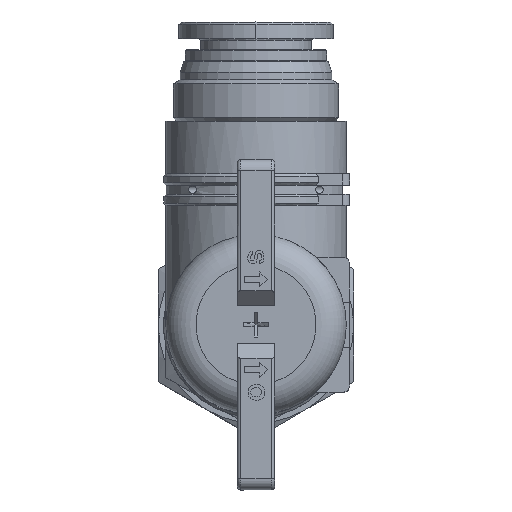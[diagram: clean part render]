
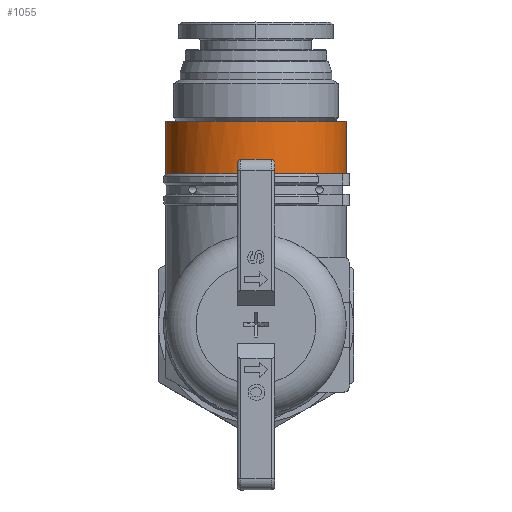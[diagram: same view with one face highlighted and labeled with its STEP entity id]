
A CAD part, top view. The second image highlights one B-rep face of the part: STEP entity #1055.
In plain terms, the highlighted cylindrical face has radius 12 mm (diameter 24 mm), a partial arc.
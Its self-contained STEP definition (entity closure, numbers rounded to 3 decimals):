
#996=CARTESIAN_POINT('',(0.,-9.15,13.75));
#997=DIRECTION('',(0.0,1.0,0.0));
#998=DIRECTION('',(1.0,0.0,0.0));
#999=AXIS2_PLACEMENT_3D('',#996,#997,#998);
#1000=CYLINDRICAL_SURFACE('',#999,12.0);
#1001=CARTESIAN_POINT('',(12.,17.95,13.75));
#1002=VERTEX_POINT('',#1001);
#1003=CARTESIAN_POINT('',(12.,10.95,13.75));
#1004=VERTEX_POINT('',#1003);
#1005=CARTESIAN_POINT('',(12.,17.95,13.75));
#1006=DIRECTION('',(0.0,-1.0,0.0));
#1007=VECTOR('',#1006,7.);
#1008=LINE('',#1005,#1007);
#1009=EDGE_CURVE('',#1002,#1004,#1008,.T.);
#1010=ORIENTED_EDGE('',*,*,#1009,.F.);
#1011=CARTESIAN_POINT('',(-12.,17.95,13.75));
#1012=VERTEX_POINT('',#1011);
#1013=CARTESIAN_POINT('',(0.,17.95,13.75));
#1014=DIRECTION('',(0.0,-1.0,0.0));
#1015=DIRECTION('',(1.0,0.0,0.0));
#1016=AXIS2_PLACEMENT_3D('',#1013,#1014,#1015);
#1017=CIRCLE('',#1016,12.0);
#1018=EDGE_CURVE('',#1002,#1012,#1017,.T.);
#1019=ORIENTED_EDGE('',*,*,#1018,.T.);
#1020=CARTESIAN_POINT('',(-12.,10.95,13.75));
#1021=VERTEX_POINT('',#1020);
#1022=CARTESIAN_POINT('',(-12.,17.95,13.75));
#1023=DIRECTION('',(0.0,-1.0,0.0));
#1024=VECTOR('',#1023,7.);
#1025=LINE('',#1022,#1024);
#1026=EDGE_CURVE('',#1012,#1021,#1025,.T.);
#1027=ORIENTED_EDGE('',*,*,#1026,.T.);
#1028=CARTESIAN_POINT('',(7.937,10.95,22.75));
#1029=VERTEX_POINT('',#1028);
#1030=CARTESIAN_POINT('',(0.,10.95,13.75));
#1031=DIRECTION('',(0.0,1.0,0.0));
#1032=DIRECTION('',(1.0,0.0,0.0));
#1033=AXIS2_PLACEMENT_3D('',#1030,#1031,#1032);
#1034=CIRCLE('',#1033,12.0);
#1035=EDGE_CURVE('',#1021,#1029,#1034,.T.);
#1036=ORIENTED_EDGE('',*,*,#1035,.T.);
#1037=CARTESIAN_POINT('',(11.619,10.95,16.75));
#1038=VERTEX_POINT('',#1037);
#1039=CARTESIAN_POINT('',(0.,10.95,13.75));
#1040=DIRECTION('',(0.0,1.0,0.0));
#1041=DIRECTION('',(1.0,0.0,0.0));
#1042=AXIS2_PLACEMENT_3D('',#1039,#1040,#1041);
#1043=CIRCLE('',#1042,12.0);
#1044=EDGE_CURVE('',#1029,#1038,#1043,.T.);
#1045=ORIENTED_EDGE('',*,*,#1044,.T.);
#1046=CARTESIAN_POINT('',(0.,10.95,13.75));
#1047=DIRECTION('',(0.0,1.0,0.0));
#1048=DIRECTION('',(1.0,0.0,0.0));
#1049=AXIS2_PLACEMENT_3D('',#1046,#1047,#1048);
#1050=CIRCLE('',#1049,12.0);
#1051=EDGE_CURVE('',#1038,#1004,#1050,.T.);
#1052=ORIENTED_EDGE('',*,*,#1051,.T.);
#1053=EDGE_LOOP('',(#1010,#1019,#1027,#1036,#1045,#1052));
#1054=FACE_OUTER_BOUND('',#1053,.T.);
#1055=ADVANCED_FACE('',(#1054),#1000,.T.);
